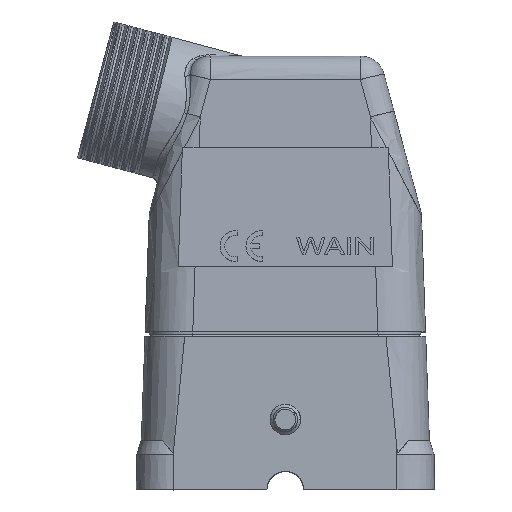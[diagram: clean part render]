
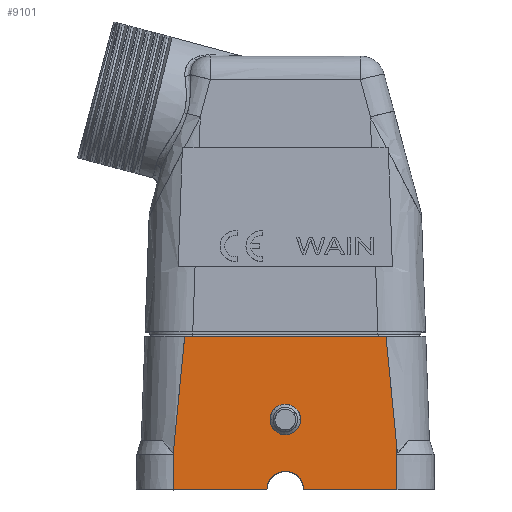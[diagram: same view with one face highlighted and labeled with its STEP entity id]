
A CAD part, top view. The second image highlights one B-rep face of the part: STEP entity #9101.
In plain terms, the highlighted planar face has unit normal (0, 0.009, 1).
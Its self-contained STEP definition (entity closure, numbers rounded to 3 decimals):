
#146=FACE_BOUND('',#11824,.T.);
#147=FACE_BOUND('',#11825,.T.);
#9101=ADVANCED_FACE('',(#146,#147),#10125,.T.);
#10125=PLANE('',#41938);
#11824=EDGE_LOOP('',(#13945,#13946));
#11825=EDGE_LOOP('',(#13947,#13948,#13949,#13950,#13951,#13952,#13953,#13954));
#13945=ORIENTED_EDGE('',*,*,#26709,.F.);
#13946=ORIENTED_EDGE('',*,*,#26710,.F.);
#13947=ORIENTED_EDGE('',*,*,#26711,.F.);
#13948=ORIENTED_EDGE('',*,*,#26712,.F.);
#13949=ORIENTED_EDGE('',*,*,#26713,.F.);
#13950=ORIENTED_EDGE('',*,*,#26714,.F.);
#13951=ORIENTED_EDGE('',*,*,#26715,.F.);
#13952=ORIENTED_EDGE('',*,*,#26716,.F.);
#13953=ORIENTED_EDGE('',*,*,#26717,.F.);
#13954=ORIENTED_EDGE('',*,*,#26718,.F.);
#20327=VERTEX_POINT('',#60129);
#20328=VERTEX_POINT('',#60130);
#20329=VERTEX_POINT('',#60168);
#20330=VERTEX_POINT('',#60169);
#20331=VERTEX_POINT('',#60174);
#20332=VERTEX_POINT('',#60191);
#20333=VERTEX_POINT('',#60193);
#20334=VERTEX_POINT('',#60195);
#20335=VERTEX_POINT('',#60214);
#20336=VERTEX_POINT('',#60216);
#26709=EDGE_CURVE('',#20327,#20328,#32865,.T.);
#26710=EDGE_CURVE('',#20328,#20327,#32866,.T.);
#26711=EDGE_CURVE('',#20329,#20330,#32867,.T.);
#26712=EDGE_CURVE('',#20331,#20329,#32868,.T.);
#26713=EDGE_CURVE('',#20332,#20331,#32869,.T.);
#26714=EDGE_CURVE('',#20333,#20332,#39605,.T.);
#26715=EDGE_CURVE('',#20334,#20333,#39606,.T.);
#26716=EDGE_CURVE('',#20335,#20334,#32870,.T.);
#26717=EDGE_CURVE('',#20336,#20335,#39607,.T.);
#26718=EDGE_CURVE('',#20330,#20336,#39608,.T.);
#32865=B_SPLINE_CURVE_WITH_KNOTS('',3,(#60119,#60120,#60121,#60122,#60123,
#60124,#60125,#60126,#60127,#60128),.UNSPECIFIED.,.F.,.F.,(4,2,2,2,4),(0.,
0.25,0.5,0.75,1.),.UNSPECIFIED.);
#32866=B_SPLINE_CURVE_WITH_KNOTS('',3,(#60131,#60132,#60133,#60134,#60135,
#60136,#60137,#60138,#60139,#60140,#60141,#60142,#60143,#60144,#60145,#60146,
#60147,#60148,#60149,#60150,#60151,#60152,#60153,#60154,#60155,#60156,#60157,
#60158,#60159,#60160,#60161,#60162,#60163),.UNSPECIFIED.,.F.,.F.,(4,2,2,
1,2,2,2,2,2,2,2,2,2,2,2,2,4),(0.,0.062,0.07,
0.078,0.094,0.125,0.188,0.25,0.375,0.5,0.75,
0.875,0.938,0.945,0.953,0.969,1.),.UNSPECIFIED.);
#32867=B_SPLINE_CURVE_WITH_KNOTS('',3,(#60164,#60165,#60166,#60167),
 .UNSPECIFIED.,.F.,.F.,(4,4),(0.,1.),.UNSPECIFIED.);
#32868=B_SPLINE_CURVE_WITH_KNOTS('',3,(#60170,#60171,#60172,#60173),
 .UNSPECIFIED.,.F.,.F.,(4,4),(0.,1.),.UNSPECIFIED.);
#32869=B_SPLINE_CURVE_WITH_KNOTS('',3,(#60175,#60176,#60177,#60178,#60179,
#60180,#60181,#60182,#60183,#60184,#60185,#60186,#60187,#60188,#60189,#60190),
 .UNSPECIFIED.,.F.,.F.,(4,2,2,1,1,2,2,1,1,4),(0.,0.5,0.531,0.563,0.625,
0.75,0.781,0.812,0.875,1.),
 .UNSPECIFIED.);
#32870=B_SPLINE_CURVE_WITH_KNOTS('',3,(#60196,#60197,#60198,#60199,#60200,
#60201,#60202,#60203,#60204,#60205,#60206,#60207,#60208,#60209,#60210,#60211,
#60212,#60213),.UNSPECIFIED.,.F.,.F.,(4,2,2,2,2,2,2,2,4),(0.,0.125,0.25,
0.375,0.5,0.625,0.75,0.875,1.),.UNSPECIFIED.);
#39605=LINE('',#60192,#40847);
#39606=LINE('',#60194,#40848);
#39607=LINE('',#60215,#40849);
#39608=LINE('',#60217,#40850);
#40847=VECTOR('',#42808,1.);
#40848=VECTOR('',#42809,1.);
#40849=VECTOR('',#42810,1.);
#40850=VECTOR('',#42811,1.);
#41938=AXIS2_PLACEMENT_3D('',#60218,#42812,#42813);
#42808=DIRECTION('',(0.,1.,-0.009));
#42809=DIRECTION('',(-1.,0.,0.));
#42810=DIRECTION('',(-1.,0.,0.));
#42811=DIRECTION('',(0.,-1.,0.009));
#42812=DIRECTION('',(0.,0.009,1.));
#42813=DIRECTION('',(0.,-1.,0.009));
#60119=CARTESIAN_POINT('',(2.494,-4.75,14.51));
#60120=CARTESIAN_POINT('',(2.499,-4.109,14.504));
#60121=CARTESIAN_POINT('',(2.256,-3.464,14.498));
#60122=CARTESIAN_POINT('',(1.288,-2.486,14.49));
#60123=CARTESIAN_POINT('',(0.638,-2.238,14.488));
#60124=CARTESIAN_POINT('',(-0.632,-2.238,14.488));
#60125=CARTESIAN_POINT('',(-1.281,-2.486,14.49));
#60126=CARTESIAN_POINT('',(-2.25,-3.464,14.498));
#60127=CARTESIAN_POINT('',(-2.493,-4.112,14.504));
#60128=CARTESIAN_POINT('',(-2.487,-4.75,14.51));
#60129=CARTESIAN_POINT('',(2.494,-4.75,14.51));
#60130=CARTESIAN_POINT('',(-2.487,-4.75,14.51));
#60131=CARTESIAN_POINT('',(-2.487,-4.75,14.51));
#60132=CARTESIAN_POINT('',(-2.483,-5.172,14.513));
#60133=CARTESIAN_POINT('',(-2.379,-5.568,14.517));
#60134=CARTESIAN_POINT('',(-2.151,-5.98,14.52));
#60135=CARTESIAN_POINT('',(-2.154,-5.974,14.52));
#60136=CARTESIAN_POINT('',(-2.131,-6.013,14.521));
#60137=CARTESIAN_POINT('',(-2.095,-6.071,14.521));
#60138=CARTESIAN_POINT('',(-2.058,-6.127,14.522));
#60139=CARTESIAN_POINT('',(-1.98,-6.237,14.523));
#60140=CARTESIAN_POINT('',(-1.924,-6.308,14.523));
#60141=CARTESIAN_POINT('',(-1.745,-6.511,14.525));
#60142=CARTESIAN_POINT('',(-1.678,-6.571,14.525));
#60143=CARTESIAN_POINT('',(-1.47,-6.741,14.527));
#60144=CARTESIAN_POINT('',(-1.359,-6.817,14.528));
#60145=CARTESIAN_POINT('',(-1.007,-7.021,14.529));
#60146=CARTESIAN_POINT('',(-0.849,-7.08,14.53));
#60147=CARTESIAN_POINT('',(-0.434,-7.191,14.531));
#60148=CARTESIAN_POINT('',(-0.219,-7.219,14.531));
#60149=CARTESIAN_POINT('',(0.447,-7.219,14.531));
#60150=CARTESIAN_POINT('',(0.864,-7.107,14.53));
#60151=CARTESIAN_POINT('',(1.441,-6.774,14.527));
#60152=CARTESIAN_POINT('',(1.692,-6.579,14.526));
#60153=CARTESIAN_POINT('',(1.96,-6.274,14.523));
#60154=CARTESIAN_POINT('',(2.095,-6.092,14.521));
#60155=CARTESIAN_POINT('',(2.193,-5.914,14.52));
#60156=CARTESIAN_POINT('',(2.232,-5.841,14.519));
#60157=CARTESIAN_POINT('',(2.277,-5.748,14.518));
#60158=CARTESIAN_POINT('',(2.297,-5.701,14.518));
#60159=CARTESIAN_POINT('',(2.355,-5.557,14.517));
#60160=CARTESIAN_POINT('',(2.387,-5.46,14.516));
#60161=CARTESIAN_POINT('',(2.465,-5.165,14.513));
#60162=CARTESIAN_POINT('',(2.492,-4.96,14.511));
#60163=CARTESIAN_POINT('',(2.494,-4.75,14.51));
#60164=CARTESIAN_POINT('',(16.459,8.9,14.39));
#60165=CARTESIAN_POINT('',(17.025,5.304,14.422));
#60166=CARTESIAN_POINT('',(17.623,-0.809,14.475));
#60167=CARTESIAN_POINT('',(18.253,-9.439,14.551));
#60168=CARTESIAN_POINT('',(16.459,8.9,14.39));
#60169=CARTESIAN_POINT('',(18.253,-9.439,14.551));
#60170=CARTESIAN_POINT('',(-16.452,8.9,14.39));
#60171=CARTESIAN_POINT('',(-5.482,8.9,14.39));
#60172=CARTESIAN_POINT('',(5.488,8.9,14.39));
#60173=CARTESIAN_POINT('',(16.459,8.9,14.39));
#60174=CARTESIAN_POINT('',(-16.452,8.9,14.39));
#60175=CARTESIAN_POINT('',(-18.247,-9.439,14.551));
#60176=CARTESIAN_POINT('',(-17.981,-5.793,14.519));
#60177=CARTESIAN_POINT('',(-17.716,-2.546,14.49));
#60178=CARTESIAN_POINT('',(-17.438,0.478,14.464));
#60179=CARTESIAN_POINT('',(-17.416,0.713,14.462));
#60180=CARTESIAN_POINT('',(-17.378,1.118,14.458));
#60181=CARTESIAN_POINT('',(-17.321,1.717,14.453));
#60182=CARTESIAN_POINT('',(-17.188,3.054,14.441));
#60183=CARTESIAN_POINT('',(-17.077,4.097,14.432));
#60184=CARTESIAN_POINT('',(-16.985,4.908,14.425));
#60185=CARTESIAN_POINT('',(-16.959,5.131,14.423));
#60186=CARTESIAN_POINT('',(-16.915,5.509,14.42));
#60187=CARTESIAN_POINT('',(-16.848,6.067,14.415));
#60188=CARTESIAN_POINT('',(-16.689,7.316,14.404));
#60189=CARTESIAN_POINT('',(-16.548,8.291,14.396));
#60190=CARTESIAN_POINT('',(-16.452,8.9,14.39));
#60191=CARTESIAN_POINT('',(-18.247,-9.439,14.551));
#60192=CARTESIAN_POINT('',(-18.247,-3.65,14.5));
#60193=CARTESIAN_POINT('',(-18.247,-16.2,14.61));
#60194=CARTESIAN_POINT('',(0.003,-16.2,14.61));
#60195=CARTESIAN_POINT('',(-2.997,-16.2,14.61));
#60196=CARTESIAN_POINT('',(3.003,-16.2,14.61));
#60197=CARTESIAN_POINT('',(3.003,-15.816,14.606));
#60198=CARTESIAN_POINT('',(2.933,-15.448,14.603));
#60199=CARTESIAN_POINT('',(2.652,-14.743,14.597));
#60200=CARTESIAN_POINT('',(2.416,-14.37,14.594));
#60201=CARTESIAN_POINT('',(1.833,-13.787,14.588));
#60202=CARTESIAN_POINT('',(1.493,-13.563,14.587));
#60203=CARTESIAN_POINT('',(0.722,-13.258,14.584));
#60204=CARTESIAN_POINT('',(0.384,-13.2,14.583));
#60205=CARTESIAN_POINT('',(-0.378,-13.2,14.583));
#60206=CARTESIAN_POINT('',(-0.748,-13.271,14.584));
#60207=CARTESIAN_POINT('',(-1.454,-13.551,14.586));
#60208=CARTESIAN_POINT('',(-1.827,-13.787,14.588));
#60209=CARTESIAN_POINT('',(-2.409,-14.37,14.594));
#60210=CARTESIAN_POINT('',(-2.633,-14.711,14.597));
#60211=CARTESIAN_POINT('',(-2.939,-15.481,14.603));
#60212=CARTESIAN_POINT('',(-2.997,-15.818,14.606));
#60213=CARTESIAN_POINT('',(-2.997,-16.2,14.61));
#60214=CARTESIAN_POINT('',(3.003,-16.2,14.61));
#60215=CARTESIAN_POINT('',(0.003,-16.2,14.61));
#60216=CARTESIAN_POINT('',(18.253,-16.2,14.61));
#60217=CARTESIAN_POINT('',(18.253,-3.65,14.5));
#60218=CARTESIAN_POINT('',(-18.977,9.402,14.386));
